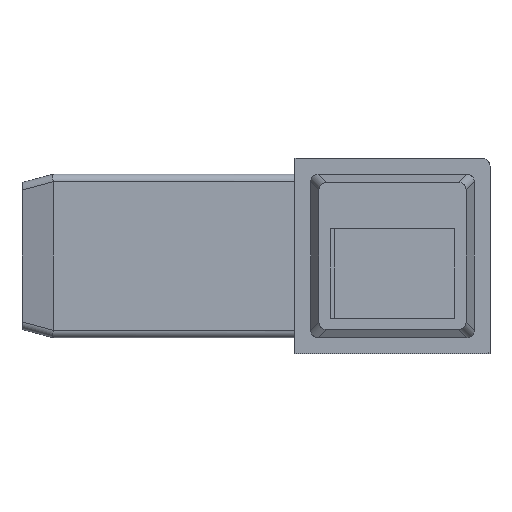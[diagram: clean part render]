
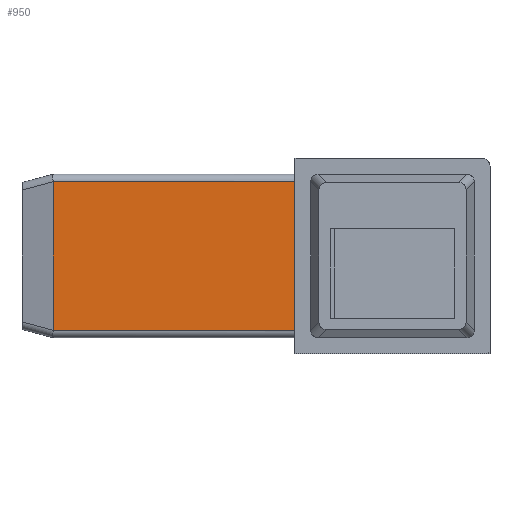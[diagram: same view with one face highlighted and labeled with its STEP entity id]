
A CAD part, front view. The second image highlights one B-rep face of the part: STEP entity #950.
In plain terms, the highlighted planar face has unit normal (0, -1, 0).
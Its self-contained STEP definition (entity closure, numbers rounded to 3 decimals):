
#28=PLANE('',#1042);
#81=FACE_OUTER_BOUND('',#134,.T.);
#134=EDGE_LOOP('',(#711,#712,#713,#714));
#210=LINE('',#1415,#305);
#233=LINE('',#1489,#328);
#235=LINE('',#1495,#330);
#236=LINE('',#1497,#331);
#305=VECTOR('',#1124,10.);
#328=VECTOR('',#1195,10.);
#330=VECTOR('',#1203,10.);
#331=VECTOR('',#1206,10.);
#401=VERTEX_POINT('',#1407);
#404=VERTEX_POINT('',#1413);
#430=VERTEX_POINT('',#1486);
#431=VERTEX_POINT('',#1488);
#499=EDGE_CURVE('',#404,#401,#210,.T.);
#535=EDGE_CURVE('',#430,#431,#233,.T.);
#539=EDGE_CURVE('',#431,#404,#235,.T.);
#540=EDGE_CURVE('',#401,#430,#236,.T.);
#711=ORIENTED_EDGE('',*,*,#499,.F.);
#712=ORIENTED_EDGE('',*,*,#539,.F.);
#713=ORIENTED_EDGE('',*,*,#535,.F.);
#714=ORIENTED_EDGE('',*,*,#540,.F.);
#950=ADVANCED_FACE('',(#81),#28,.T.);
#1042=AXIS2_PLACEMENT_3D('',#1496,#1204,#1205);
#1124=DIRECTION('',(1.,0.,0.));
#1195=DIRECTION('',(-1.,0.,0.));
#1203=DIRECTION('',(0.,0.,1.));
#1204=DIRECTION('center_axis',(0.,-1.,0.));
#1205=DIRECTION('ref_axis',(0.,0.,1.));
#1206=DIRECTION('',(0.,0.,-1.));
#1407=CARTESIAN_POINT('',(-12.5,-10.5,9.5));
#1413=CARTESIAN_POINT('',(-43.5,-10.5,9.5));
#1415=CARTESIAN_POINT('',(-12.5,-10.5,9.5));
#1486=CARTESIAN_POINT('',(-12.5,-10.5,-9.5));
#1488=CARTESIAN_POINT('',(-43.5,-10.5,-9.5));
#1489=CARTESIAN_POINT('',(-12.5,-10.5,-9.5));
#1495=CARTESIAN_POINT('',(-43.5,-10.5,-5.25));
#1496=CARTESIAN_POINT('Origin',(-12.5,-10.5,-10.5));
#1497=CARTESIAN_POINT('',(-12.5,-10.5,-5.25));
